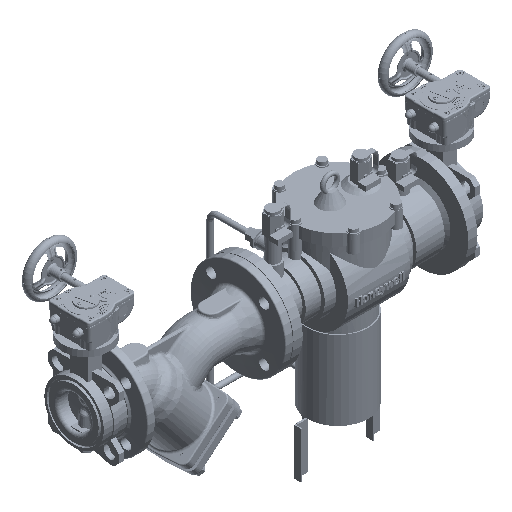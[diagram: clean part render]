
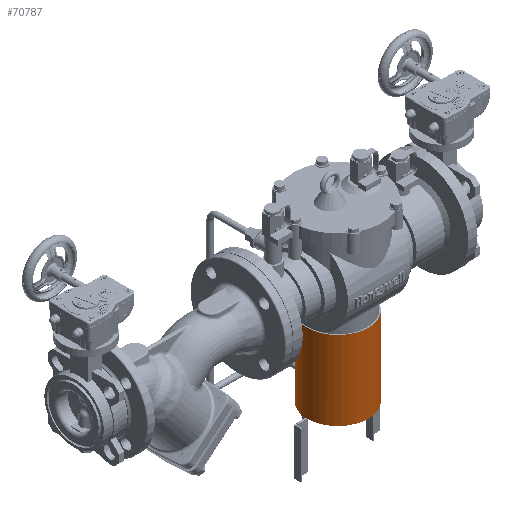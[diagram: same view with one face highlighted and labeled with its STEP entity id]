
A CAD part, isometric view. The second image highlights one B-rep face of the part: STEP entity #70787.
In plain terms, the highlighted cylindrical face has radius 59 mm (diameter 118 mm), a full revolution.
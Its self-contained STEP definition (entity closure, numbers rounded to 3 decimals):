
#4450=FACE_BOUND('',#11092,.T.);
#4796=B_SPLINE_CURVE_WITH_KNOTS('',3,(#101765,#101766,#101767,#101768,#101769,
#101770,#101771,#101772,#101773,#101774,#101775,#101776,#101777,#101778,
#101779,#101780,#101781,#101782),.UNSPECIFIED.,.F.,.F.,(4,2,2,2,2,2,2,2,
4),(3.769,3.957,4.146,4.334,
4.523,4.711,4.899,5.088,5.276),
 .UNSPECIFIED.);
#4797=B_SPLINE_CURVE_WITH_KNOTS('',3,(#101783,#101784,#101785,#101786,#101787,
#101788,#101789,#101790,#101791,#101792,#101793,#101794,#101795,#101796,
#101797,#101798,#101799,#101800,#101801),.UNSPECIFIED.,.F.,.F.,(4,2,2,2,
3,2,2,2,4),(2.261,2.45,2.638,2.827,
3.015,3.203,3.392,3.58,3.769),
 .UNSPECIFIED.);
#6244=CYLINDRICAL_SURFACE('',#75064,59.);
#6935=FACE_OUTER_BOUND('',#11091,.T.);
#11091=EDGE_LOOP('',(#47117,#47118,#47119,#47120,#47121,#47122,#47123,#47124,
#47125,#47126,#47127,#47128,#47129,#47130));
#11092=EDGE_LOOP('',(#47131,#47132));
#15593=LINE('',#101806,#21260);
#21260=VECTOR('',#82092,59.);
#26932=CIRCLE('',#75065,59.);
#26933=CIRCLE('',#75066,59.);
#26934=CIRCLE('',#75067,59.);
#26935=CIRCLE('',#75068,59.);
#26936=CIRCLE('',#75069,59.);
#26937=CIRCLE('',#75070,59.);
#26938=CIRCLE('',#75071,59.);
#26939=CIRCLE('',#75072,59.);
#26940=CIRCLE('',#75073,59.);
#26941=CIRCLE('',#75074,59.);
#26942=CIRCLE('',#75075,59.);
#26943=CIRCLE('',#75076,59.);
#29422=VERTEX_POINT('',#101762);
#29423=VERTEX_POINT('',#101764);
#29424=VERTEX_POINT('',#101803);
#29425=VERTEX_POINT('',#101805);
#29426=VERTEX_POINT('',#101807);
#29427=VERTEX_POINT('',#101809);
#29428=VERTEX_POINT('',#101811);
#29429=VERTEX_POINT('',#101813);
#29430=VERTEX_POINT('',#101815);
#29431=VERTEX_POINT('',#101817);
#29432=VERTEX_POINT('',#101819);
#29433=VERTEX_POINT('',#101821);
#29434=VERTEX_POINT('',#101823);
#29435=VERTEX_POINT('',#101825);
#36321=EDGE_CURVE('',#29422,#29423,#4796,.T.);
#36322=EDGE_CURVE('',#29423,#29422,#4797,.T.);
#36323=EDGE_CURVE('',#29424,#29424,#26932,.T.);
#36324=EDGE_CURVE('',#29424,#29425,#15593,.T.);
#36325=EDGE_CURVE('',#29426,#29425,#26933,.T.);
#36326=EDGE_CURVE('',#29427,#29426,#26934,.T.);
#36327=EDGE_CURVE('',#29428,#29427,#26935,.T.);
#36328=EDGE_CURVE('',#29429,#29428,#26936,.T.);
#36329=EDGE_CURVE('',#29430,#29429,#26937,.T.);
#36330=EDGE_CURVE('',#29431,#29430,#26938,.T.);
#36331=EDGE_CURVE('',#29432,#29431,#26939,.T.);
#36332=EDGE_CURVE('',#29433,#29432,#26940,.T.);
#36333=EDGE_CURVE('',#29434,#29433,#26941,.T.);
#36334=EDGE_CURVE('',#29435,#29434,#26942,.T.);
#36335=EDGE_CURVE('',#29425,#29435,#26943,.T.);
#47117=ORIENTED_EDGE('',*,*,#36323,.F.);
#47118=ORIENTED_EDGE('',*,*,#36324,.T.);
#47119=ORIENTED_EDGE('',*,*,#36325,.F.);
#47120=ORIENTED_EDGE('',*,*,#36326,.F.);
#47121=ORIENTED_EDGE('',*,*,#36327,.F.);
#47122=ORIENTED_EDGE('',*,*,#36328,.F.);
#47123=ORIENTED_EDGE('',*,*,#36329,.F.);
#47124=ORIENTED_EDGE('',*,*,#36330,.F.);
#47125=ORIENTED_EDGE('',*,*,#36331,.F.);
#47126=ORIENTED_EDGE('',*,*,#36332,.F.);
#47127=ORIENTED_EDGE('',*,*,#36333,.F.);
#47128=ORIENTED_EDGE('',*,*,#36334,.F.);
#47129=ORIENTED_EDGE('',*,*,#36335,.F.);
#47130=ORIENTED_EDGE('',*,*,#36324,.F.);
#47131=ORIENTED_EDGE('',*,*,#36322,.F.);
#47132=ORIENTED_EDGE('',*,*,#36321,.F.);
#70787=ADVANCED_FACE('',(#6935,#4450),#6244,.T.);
#75064=AXIS2_PLACEMENT_3D('',#101802,#82088,#82089);
#75065=AXIS2_PLACEMENT_3D('',#101804,#82090,#82091);
#75066=AXIS2_PLACEMENT_3D('',#101808,#82093,#82094);
#75067=AXIS2_PLACEMENT_3D('',#101810,#82095,#82096);
#75068=AXIS2_PLACEMENT_3D('',#101812,#82097,#82098);
#75069=AXIS2_PLACEMENT_3D('',#101814,#82099,#82100);
#75070=AXIS2_PLACEMENT_3D('',#101816,#82101,#82102);
#75071=AXIS2_PLACEMENT_3D('',#101818,#82103,#82104);
#75072=AXIS2_PLACEMENT_3D('',#101820,#82105,#82106);
#75073=AXIS2_PLACEMENT_3D('',#101822,#82107,#82108);
#75074=AXIS2_PLACEMENT_3D('',#101824,#82109,#82110);
#75075=AXIS2_PLACEMENT_3D('',#101826,#82111,#82112);
#75076=AXIS2_PLACEMENT_3D('',#101827,#82113,#82114);
#82088=DIRECTION('center_axis',(0.,0.,1.));
#82089=DIRECTION('ref_axis',(-1.,0.,0.));
#82090=DIRECTION('center_axis',(0.,0.,1.));
#82091=DIRECTION('ref_axis',(-1.,0.,0.));
#82092=DIRECTION('',(0.,0.,-1.));
#82093=DIRECTION('center_axis',(0.,0.,-1.));
#82094=DIRECTION('ref_axis',(-1.,0.,0.));
#82095=DIRECTION('center_axis',(0.,0.,-1.));
#82096=DIRECTION('ref_axis',(-1.,0.,0.));
#82097=DIRECTION('center_axis',(0.,0.,-1.));
#82098=DIRECTION('ref_axis',(-1.,0.,0.));
#82099=DIRECTION('center_axis',(0.,0.,-1.));
#82100=DIRECTION('ref_axis',(-1.,0.,0.));
#82101=DIRECTION('center_axis',(0.,0.,-1.));
#82102=DIRECTION('ref_axis',(-1.,0.,0.));
#82103=DIRECTION('center_axis',(0.,0.,-1.));
#82104=DIRECTION('ref_axis',(-1.,0.,0.));
#82105=DIRECTION('center_axis',(0.,0.,-1.));
#82106=DIRECTION('ref_axis',(-1.,0.,0.));
#82107=DIRECTION('center_axis',(0.,0.,-1.));
#82108=DIRECTION('ref_axis',(-1.,0.,0.));
#82109=DIRECTION('center_axis',(0.,0.,-1.));
#82110=DIRECTION('ref_axis',(-1.,0.,0.));
#82111=DIRECTION('center_axis',(0.,0.,-1.));
#82112=DIRECTION('ref_axis',(-1.,0.,0.));
#82113=DIRECTION('center_axis',(0.,0.,-1.));
#82114=DIRECTION('ref_axis',(-1.,0.,0.));
#101762=CARTESIAN_POINT('',(0.,59.,-211.));
#101764=CARTESIAN_POINT('',(0.,59.,-221.));
#101765=CARTESIAN_POINT('Ctrl Pts',(0.,59.,
-211.));
#101766=CARTESIAN_POINT('Ctrl Pts',(0.628,59.,-211.));
#101767=CARTESIAN_POINT('Ctrl Pts',(1.298,58.989,-211.126));
#101768=CARTESIAN_POINT('Ctrl Pts',(2.53,58.949,-211.636));
#101769=CARTESIAN_POINT('Ctrl Pts',(3.092,58.921,-212.021));
#101770=CARTESIAN_POINT('Ctrl Pts',(3.979,58.867,-212.908));
#101771=CARTESIAN_POINT('Ctrl Pts',(4.364,58.839,-213.47));
#101772=CARTESIAN_POINT('Ctrl Pts',(4.874,58.799,-214.702));
#101773=CARTESIAN_POINT('Ctrl Pts',(5.,58.788,-215.372));
#101774=CARTESIAN_POINT('Ctrl Pts',(5.,58.788,-216.628));
#101775=CARTESIAN_POINT('Ctrl Pts',(4.874,58.799,-217.298));
#101776=CARTESIAN_POINT('Ctrl Pts',(4.364,58.839,-218.53));
#101777=CARTESIAN_POINT('Ctrl Pts',(3.979,58.867,-219.092));
#101778=CARTESIAN_POINT('Ctrl Pts',(3.092,58.921,-219.979));
#101779=CARTESIAN_POINT('Ctrl Pts',(2.53,58.949,-220.364));
#101780=CARTESIAN_POINT('Ctrl Pts',(1.298,58.989,-220.874));
#101781=CARTESIAN_POINT('Ctrl Pts',(0.628,59.,-221.));
#101782=CARTESIAN_POINT('Ctrl Pts',(0.,59.,
-221.));
#101783=CARTESIAN_POINT('Ctrl Pts',(0.,59.,
-221.));
#101784=CARTESIAN_POINT('Ctrl Pts',(-0.628,59.,
-221.));
#101785=CARTESIAN_POINT('Ctrl Pts',(-1.298,58.989,
-220.874));
#101786=CARTESIAN_POINT('Ctrl Pts',(-2.53,58.949,
-220.364));
#101787=CARTESIAN_POINT('Ctrl Pts',(-3.092,58.921,-219.979));
#101788=CARTESIAN_POINT('Ctrl Pts',(-3.979,58.867,-219.092));
#101789=CARTESIAN_POINT('Ctrl Pts',(-4.364,58.839,
-218.53));
#101790=CARTESIAN_POINT('Ctrl Pts',(-4.875,58.799,
-217.298));
#101791=CARTESIAN_POINT('Ctrl Pts',(-5.,58.788,-216.628));
#101792=CARTESIAN_POINT('Ctrl Pts',(-5.,58.788,-216.));
#101793=CARTESIAN_POINT('Ctrl Pts',(-5.,58.788,-215.372));
#101794=CARTESIAN_POINT('Ctrl Pts',(-4.875,58.799,
-214.702));
#101795=CARTESIAN_POINT('Ctrl Pts',(-4.364,58.839,
-213.47));
#101796=CARTESIAN_POINT('Ctrl Pts',(-3.979,58.867,
-212.908));
#101797=CARTESIAN_POINT('Ctrl Pts',(-3.092,58.921,-212.021));
#101798=CARTESIAN_POINT('Ctrl Pts',(-2.53,58.949,
-211.636));
#101799=CARTESIAN_POINT('Ctrl Pts',(-1.298,58.989,
-211.126));
#101800=CARTESIAN_POINT('Ctrl Pts',(-0.628,59.,
-211.));
#101801=CARTESIAN_POINT('Ctrl Pts',(0.,59.,
-211.));
#101802=CARTESIAN_POINT('Origin',(0.,0.,-158.75));
#101803=CARTESIAN_POINT('',(59.,0.,-82.5));
#101804=CARTESIAN_POINT('Origin',(0.,0.,-82.5));
#101805=CARTESIAN_POINT('',(59.,0.,-235.));
#101806=CARTESIAN_POINT('',(59.,0.,-158.75));
#101807=CARTESIAN_POINT('',(58.966,2.,-235.));
#101808=CARTESIAN_POINT('Origin',(0.,0.,-235.));
#101809=CARTESIAN_POINT('',(58.945,2.54,-235.));
#101810=CARTESIAN_POINT('Origin',(0.,0.,-235.));
#101811=CARTESIAN_POINT('',(57.435,13.498,-235.));
#101812=CARTESIAN_POINT('Origin',(0.,0.,-235.));
#101813=CARTESIAN_POINT('',(-57.435,13.498,-235.));
#101814=CARTESIAN_POINT('Origin',(0.,0.,-235.));
#101815=CARTESIAN_POINT('',(-58.,10.817,-235.));
#101816=CARTESIAN_POINT('Origin',(0.,0.,-235.));
#101817=CARTESIAN_POINT('',(-58.874,3.849,-235.));
#101818=CARTESIAN_POINT('Origin',(0.,0.,-235.));
#101819=CARTESIAN_POINT('',(-58.96,2.176,-235.));
#101820=CARTESIAN_POINT('Origin',(0.,0.,-235.));
#101821=CARTESIAN_POINT('',(-58.966,2.,-235.));
#101822=CARTESIAN_POINT('Origin',(0.,0.,-235.));
#101823=CARTESIAN_POINT('',(-59.,0.,-235.));
#101824=CARTESIAN_POINT('Origin',(0.,0.,-235.));
#101825=CARTESIAN_POINT('',(57.966,-11.,-235.));
#101826=CARTESIAN_POINT('Origin',(0.,0.,-235.));
#101827=CARTESIAN_POINT('Origin',(0.,0.,-235.));
